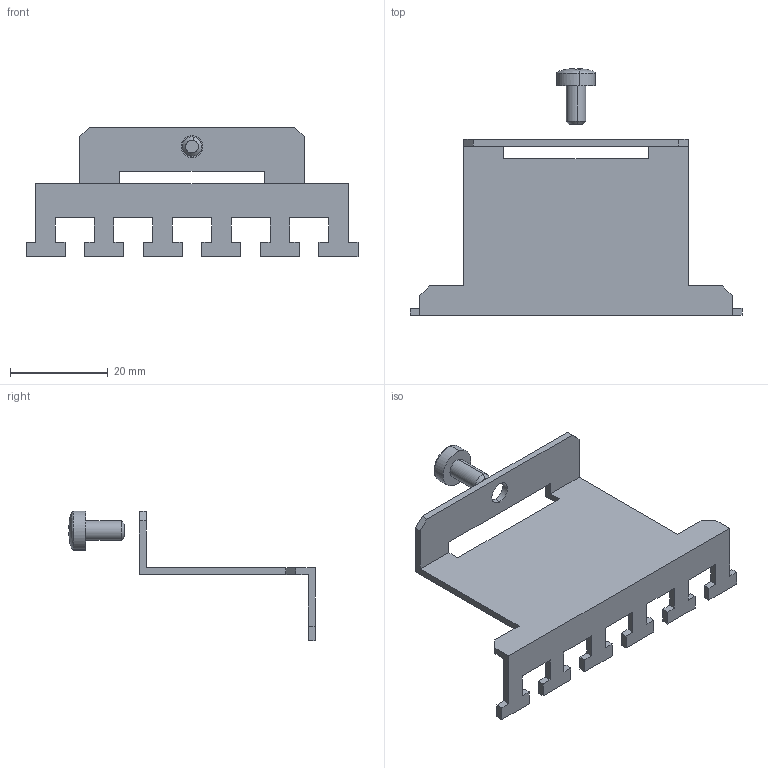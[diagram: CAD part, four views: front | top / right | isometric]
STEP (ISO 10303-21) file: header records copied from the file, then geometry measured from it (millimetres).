
FILE_DESCRIPTION(/* description */ (''),/* implementation_level */ '2;1');
FILE_NAME(/* name */ '7407844',/* time_stamp */ '2015-07-09T11:05:05+02:00',/* author */ (''),/* organization */ (''),/* preprocessor_version */ 'ST-DEVELOPER v15',/* originating_system */ '',/* authorisation */ '');
FILE_SCHEMA (('CONFIG_CONTROL_DESIGN'));
Length unit declared in the file: millimetre
Products named in the file (1): Document
Bounding box: 68 x 50.48 x 26.6 mm (x, y, z)
Volume: 4021.4 mm3; surface area: 6347.3 mm2
Topology: 2 solids, 2 shells, 95 faces, 264 edges, 172 vertices
Faces by surface type: plane 81, bspline 14
Entity records: 3069 total; most frequent: CARTESIAN_POINT 1233, ORIENTED_EDGE 528, EDGE_CURVE 264, B_SPLINE_CURVE_WITH_KNOTS 244, VERTEX_POINT 172, EDGE_LOOP 98, ADVANCED_FACE 95, FACE_OUTER_BOUND 95
